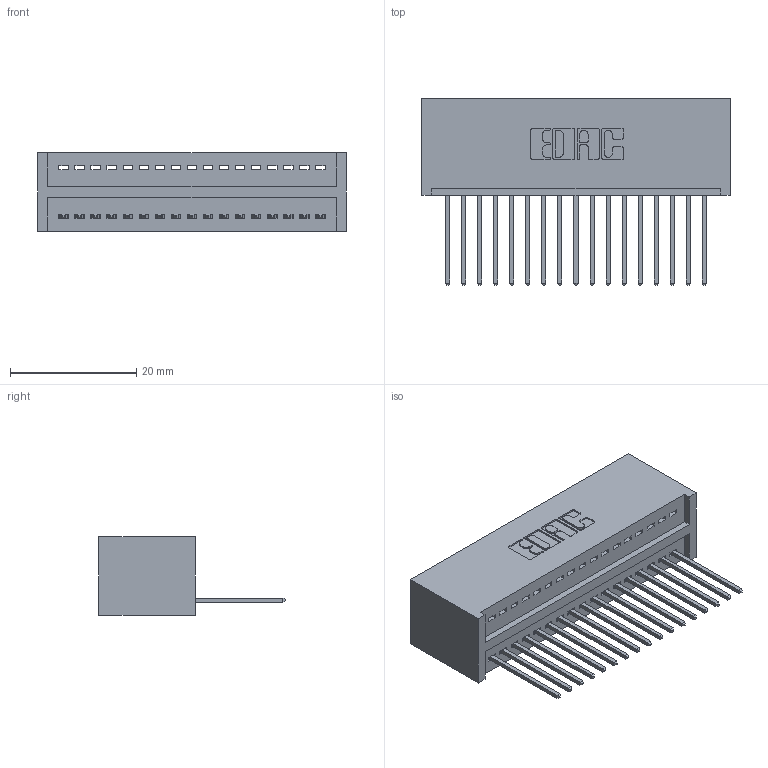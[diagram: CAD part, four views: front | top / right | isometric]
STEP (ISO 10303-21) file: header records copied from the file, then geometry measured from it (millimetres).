
FILE_DESCRIPTION (( 'STEP AP203' ), '1' );
FILE_NAME ('325-017-540-101.STEP', '2020-02-24T16:28:38', ( '' ), ( '' ), 'SwSTEP 2.0', 'SolidWorks 2016', '' );
FILE_SCHEMA (( 'CONFIG_CONTROL_DESIGN' ));
Length unit declared in the file: inch
Products named in the file (3): 325-292-001_325-293-140; 325 Part_Lugless; 325-017-540-101
Assembly tree (18 placements, depth 2):
  325-017-540-101
    325 Part_Lugless
    325-292-001_325-293-140  x17
Bounding box: 48.82 x 29.46 x 12.45 mm (x, y, z)
Volume: 6595.7 mm3; surface area: 7442.4 mm2
Topology: 18 solids, 18 shells, 1092 faces, 3279 edges, 2162 vertices
Faces by surface type: plane 780, cylinder 312
Entity records: 13367 total; most frequent: CARTESIAN_POINT 2317, ORIENTED_EDGE 2270, DIRECTION 1997, EDGE_CURVE 1135, LINE 1015, VECTOR 1015, VERTEX_POINT 754, AXIS2_PLACEMENT_3D 491
